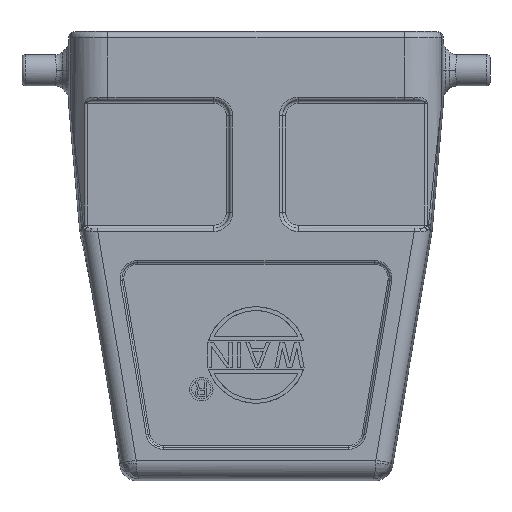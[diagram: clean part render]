
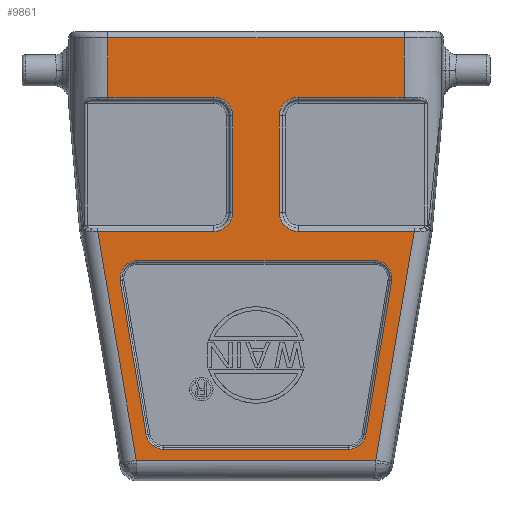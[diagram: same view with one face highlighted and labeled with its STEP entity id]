
A CAD part, front view. The second image highlights one B-rep face of the part: STEP entity #9861.
In plain terms, the highlighted planar face has unit normal (0, -1, 0).
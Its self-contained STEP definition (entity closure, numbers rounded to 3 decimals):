
#177=DIRECTION('',(1.,0.,0.));
#178=VECTOR('',#177,38.375);
#179=CARTESIAN_POINT('',(-19.188,-21.5,
-68.677));
#180=LINE('',#179,#178);
#211=CARTESIAN_POINT('',(6.75,-21.5,-13.5));
#212=DIRECTION('',(0.,-1.,0.));
#213=DIRECTION('',(0.,0.,1.));
#214=AXIS2_PLACEMENT_3D('',#211,#212,#213);
#216=CARTESIAN_POINT('',(6.75,-21.5,-29.));
#217=DIRECTION('',(0.,-1.,0.));
#218=DIRECTION('',(-1.,0.,0.));
#219=AXIS2_PLACEMENT_3D('',#216,#217,#218);
#221=DIRECTION('',(-0.166,0.,-0.986));
#222=VECTOR('',#221,37.191);
#223=CARTESIAN_POINT('',(25.352,-21.5,-32.));
#224=LINE('',#223,#222);
#225=DIRECTION('',(-0.166,0.,0.986));
#226=VECTOR('',#225,37.193);
#227=CARTESIAN_POINT('',(-19.188,-21.5,
-68.677));
#228=LINE('',#227,#226);
#229=CARTESIAN_POINT('',(-6.75,-21.5,-29.));
#230=DIRECTION('',(0.,-1.,0.));
#231=DIRECTION('',(0.,0.,-1.));
#232=AXIS2_PLACEMENT_3D('',#229,#230,#231);
#234=CARTESIAN_POINT('',(-6.75,-21.5,-13.5));
#235=DIRECTION('',(0.,-1.,0.));
#236=DIRECTION('',(1.,0.,0.));
#237=AXIS2_PLACEMENT_3D('',#234,#235,#236);
#239=CARTESIAN_POINT('',(14.838,-21.5,-64.125));
#240=DIRECTION('',(0.,-1.,0.));
#241=DIRECTION('',(0.,0.,-1.));
#242=AXIS2_PLACEMENT_3D('',#239,#240,#241);
#244=DIRECTION('',(0.166,0.,0.986));
#245=VECTOR('',#244,24.97);
#246=CARTESIAN_POINT('',(17.599,-21.5,-64.589));
#247=LINE('',#246,#245);
#248=CARTESIAN_POINT('',(18.977,-21.5,-39.5));
#249=DIRECTION('',(0.,-1.,0.));
#250=DIRECTION('',(0.986,0.,-0.166));
#251=AXIS2_PLACEMENT_3D('',#248,#249,#250);
#253=CARTESIAN_POINT('',(-18.987,-21.5,-39.5));
#254=DIRECTION('',(0.,-1.,0.));
#255=DIRECTION('',(0.,0.,1.));
#256=AXIS2_PLACEMENT_3D('',#253,#254,#255);
#258=DIRECTION('',(0.166,0.,-0.986));
#259=VECTOR('',#258,24.971);
#260=CARTESIAN_POINT('',(-21.748,-21.5,-39.965));
#261=LINE('',#260,#259);
#262=CARTESIAN_POINT('',(-14.84,-21.5,
-64.125));
#263=DIRECTION('',(0.,-1.,0.));
#264=DIRECTION('',(-0.986,0.,-0.166));
#265=AXIS2_PLACEMENT_3D('',#262,#263,#264);
#271=DIRECTION('',(1.,0.,0.));
#272=VECTOR('',#271,16.979);
#273=CARTESIAN_POINT('',(-23.729,-21.5,-10.5));
#274=LINE('',#273,#272);
#400=DIRECTION('',(-1.,0.,0.));
#401=VECTOR('',#400,18.615);
#402=CARTESIAN_POINT('',(-6.75,-21.5,-32.));
#403=LINE('',#402,#401);
#454=DIRECTION('',(0.,0.,-1.));
#455=VECTOR('',#454,15.5);
#456=CARTESIAN_POINT('',(-3.75,-21.5,-13.5));
#457=LINE('',#456,#455);
#2133=DIRECTION('',(-1.,0.,0.));
#2134=VECTOR('',#2133,47.457);
#2135=CARTESIAN_POINT('',(23.729,-21.5,-1.));
#2136=LINE('',#2135,#2134);
#3124=DIRECTION('',(0.,0.,-1.));
#3125=VECTOR('',#3124,9.5);
#3126=CARTESIAN_POINT('',(-23.729,-21.5,-1.));
#3127=LINE('',#3126,#3125);
#3748=DIRECTION('',(0.,0.,1.));
#3749=VECTOR('',#3748,9.5);
#3750=CARTESIAN_POINT('',(23.729,-21.5,-10.5));
#3751=LINE('',#3750,#3749);
#3775=DIRECTION('',(1.,0.,0.));
#3776=VECTOR('',#3775,16.979);
#3777=CARTESIAN_POINT('',(6.75,-21.5,-10.5));
#3778=LINE('',#3777,#3776);
#3979=DIRECTION('',(-1.,0.,0.));
#3980=VECTOR('',#3979,18.602);
#3981=CARTESIAN_POINT('',(25.352,-21.5,
-32.));
#3982=LINE('',#3981,#3980);
#4010=DIRECTION('',(0.,0.,1.));
#4011=VECTOR('',#4010,15.5);
#4012=CARTESIAN_POINT('',(3.75,-21.5,-29.));
#4013=LINE('',#4012,#4011);
#6512=DIRECTION('',(-1.,0.,0.));
#6513=VECTOR('',#6512,29.678);
#6514=CARTESIAN_POINT('',(14.838,-21.5,-66.925));
#6515=LINE('',#6514,#6513);
#6612=DIRECTION('',(1.,0.,0.));
#6613=VECTOR('',#6612,37.964);
#6614=CARTESIAN_POINT('',(-18.987,-21.5,-36.7));
#6615=LINE('',#6614,#6613);
#7833=CARTESIAN_POINT('',(19.187,-21.5,-68.677));
#7834=VERTEX_POINT('',#7833);
#7835=CARTESIAN_POINT('',(25.352,-21.5,
-32.));
#7836=VERTEX_POINT('',#7835);
#7840=CARTESIAN_POINT('',(-19.188,-21.5,
-68.677));
#7841=VERTEX_POINT('',#7840);
#7843=CARTESIAN_POINT('',(-23.729,-21.5,-10.5));
#7844=CARTESIAN_POINT('',(-6.75,-21.5,-10.5));
#7845=VERTEX_POINT('',#7843);
#7846=VERTEX_POINT('',#7844);
#7847=CARTESIAN_POINT('',(-23.729,-21.5,-1.));
#7848=VERTEX_POINT('',#7847);
#7849=CARTESIAN_POINT('',(23.729,-21.5,-1.));
#7850=VERTEX_POINT('',#7849);
#7851=CARTESIAN_POINT('',(23.729,-21.5,-10.5));
#7852=VERTEX_POINT('',#7851);
#7853=CARTESIAN_POINT('',(6.75,-21.5,-10.5));
#7854=VERTEX_POINT('',#7853);
#7855=CARTESIAN_POINT('',(3.75,-21.5,-13.5));
#7856=VERTEX_POINT('',#7855);
#7857=CARTESIAN_POINT('',(3.75,-21.5,-29.));
#7858=VERTEX_POINT('',#7857);
#7859=CARTESIAN_POINT('',(6.75,-21.5,-32.));
#7860=VERTEX_POINT('',#7859);
#7861=CARTESIAN_POINT('',(-25.365,-21.5,
-32.));
#7862=VERTEX_POINT('',#7861);
#7863=CARTESIAN_POINT('',(-6.75,-21.5,-32.));
#7864=VERTEX_POINT('',#7863);
#7865=CARTESIAN_POINT('',(-3.75,-21.5,-29.));
#7866=VERTEX_POINT('',#7865);
#7867=CARTESIAN_POINT('',(-3.75,-21.5,-13.5));
#7868=VERTEX_POINT('',#7867);
#7869=CARTESIAN_POINT('',(14.838,-21.5,-66.925));
#7870=CARTESIAN_POINT('',(-14.84,-21.5,-66.925));
#7871=VERTEX_POINT('',#7869);
#7872=VERTEX_POINT('',#7870);
#7873=CARTESIAN_POINT('',(17.599,-21.5,
-64.589));
#7874=VERTEX_POINT('',#7873);
#7875=CARTESIAN_POINT('',(21.738,-21.5,-39.964));
#7876=VERTEX_POINT('',#7875);
#7877=CARTESIAN_POINT('',(18.977,-21.5,-36.7));
#7878=VERTEX_POINT('',#7877);
#7879=CARTESIAN_POINT('',(-18.987,-21.5,-36.7));
#7880=VERTEX_POINT('',#7879);
#7881=CARTESIAN_POINT('',(-21.748,-21.5,-39.965));
#7882=VERTEX_POINT('',#7881);
#7883=CARTESIAN_POINT('',(-17.601,-21.5,-64.59));
#7884=VERTEX_POINT('',#7883);
#9806=CARTESIAN_POINT('',(0.,-21.5,0.));
#9807=DIRECTION('',(0.,1.,0.));
#9808=DIRECTION('',(1.,0.,0.));
#9809=AXIS2_PLACEMENT_3D('',#9806,#9807,#9808);
#9810=PLANE('',#9809);
#9812=ORIENTED_EDGE('',*,*,#9811,.F.);
#9814=ORIENTED_EDGE('',*,*,#9813,.F.);
#9816=ORIENTED_EDGE('',*,*,#9815,.F.);
#9818=ORIENTED_EDGE('',*,*,#9817,.F.);
#9820=ORIENTED_EDGE('',*,*,#9819,.F.);
#9822=ORIENTED_EDGE('',*,*,#9821,.T.);
#9824=ORIENTED_EDGE('',*,*,#9823,.F.);
#9826=ORIENTED_EDGE('',*,*,#9825,.T.);
#9828=ORIENTED_EDGE('',*,*,#9827,.F.);
#9829=ORIENTED_EDGE('',*,*,#9751,.T.);
#9830=ORIENTED_EDGE('',*,*,#9793,.F.);
#9832=ORIENTED_EDGE('',*,*,#9831,.T.);
#9834=ORIENTED_EDGE('',*,*,#9833,.F.);
#9836=ORIENTED_EDGE('',*,*,#9835,.T.);
#9838=ORIENTED_EDGE('',*,*,#9837,.F.);
#9840=ORIENTED_EDGE('',*,*,#9839,.T.);
#9841=EDGE_LOOP('',(#9812,#9814,#9816,#9818,#9820,#9822,#9824,#9826,#9828,#9829,
#9830,#9832,#9834,#9836,#9838,#9840));
#9842=FACE_OUTER_BOUND('',#9841,.F.);
#9844=ORIENTED_EDGE('',*,*,#9843,.F.);
#9846=ORIENTED_EDGE('',*,*,#9845,.T.);
#9848=ORIENTED_EDGE('',*,*,#9847,.T.);
#9850=ORIENTED_EDGE('',*,*,#9849,.T.);
#9852=ORIENTED_EDGE('',*,*,#9851,.F.);
#9854=ORIENTED_EDGE('',*,*,#9853,.T.);
#9856=ORIENTED_EDGE('',*,*,#9855,.T.);
#9858=ORIENTED_EDGE('',*,*,#9857,.T.);
#9859=EDGE_LOOP('',(#9844,#9846,#9848,#9850,#9852,#9854,#9856,#9858));
#9860=FACE_BOUND('',#9859,.F.);
#215=CIRCLE('',#214,3.);
#220=CIRCLE('',#219,3.);
#233=CIRCLE('',#232,3.);
#238=CIRCLE('',#237,3.);
#243=CIRCLE('',#242,2.8);
#252=CIRCLE('',#251,2.8);
#257=CIRCLE('',#256,2.8);
#266=CIRCLE('',#265,2.8);
#9751=EDGE_CURVE('',#7836,#7834,#224,.T.);
#9793=EDGE_CURVE('',#7841,#7834,#180,.T.);
#9811=EDGE_CURVE('',#7845,#7846,#274,.T.);
#9813=EDGE_CURVE('',#7848,#7845,#3127,.T.);
#9815=EDGE_CURVE('',#7850,#7848,#2136,.T.);
#9817=EDGE_CURVE('',#7852,#7850,#3751,.T.);
#9819=EDGE_CURVE('',#7854,#7852,#3778,.T.);
#9821=EDGE_CURVE('',#7854,#7856,#215,.T.);
#9823=EDGE_CURVE('',#7858,#7856,#4013,.T.);
#9825=EDGE_CURVE('',#7858,#7860,#220,.T.);
#9827=EDGE_CURVE('',#7836,#7860,#3982,.T.);
#9831=EDGE_CURVE('',#7841,#7862,#228,.T.);
#9833=EDGE_CURVE('',#7864,#7862,#403,.T.);
#9835=EDGE_CURVE('',#7864,#7866,#233,.T.);
#9837=EDGE_CURVE('',#7868,#7866,#457,.T.);
#9839=EDGE_CURVE('',#7868,#7846,#238,.T.);
#9843=EDGE_CURVE('',#7871,#7872,#6515,.T.);
#9845=EDGE_CURVE('',#7871,#7874,#243,.T.);
#9847=EDGE_CURVE('',#7874,#7876,#247,.T.);
#9849=EDGE_CURVE('',#7876,#7878,#252,.T.);
#9851=EDGE_CURVE('',#7880,#7878,#6615,.T.);
#9853=EDGE_CURVE('',#7880,#7882,#257,.T.);
#9855=EDGE_CURVE('',#7882,#7884,#261,.T.);
#9857=EDGE_CURVE('',#7884,#7872,#266,.T.);
#9861=ADVANCED_FACE('',(#9842,#9860),#9810,.F.);
